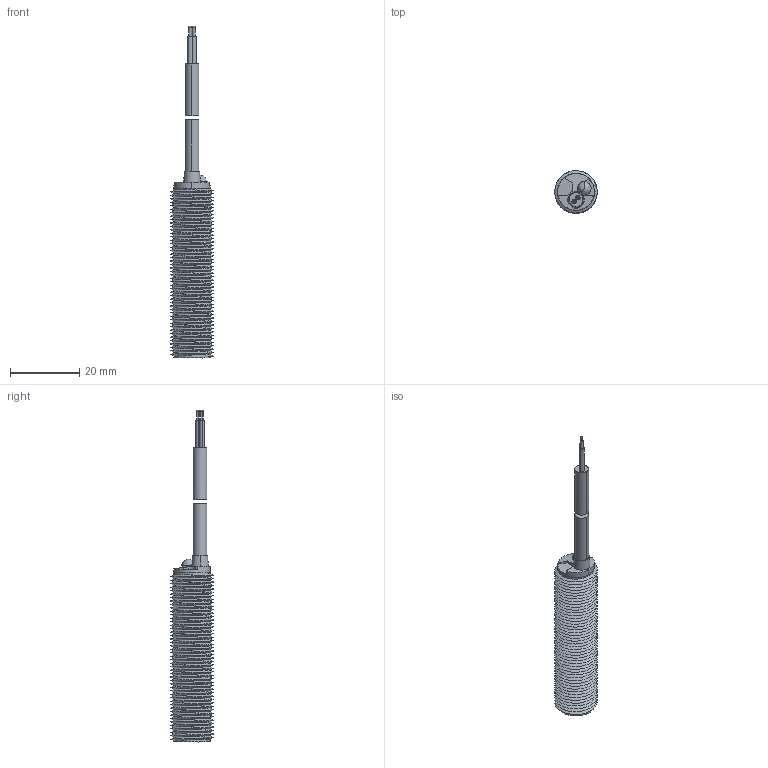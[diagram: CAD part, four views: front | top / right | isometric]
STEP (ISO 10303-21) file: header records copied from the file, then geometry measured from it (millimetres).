
FILE_DESCRIPTION( ('This file contains a STEP AP42 implementation' ,'as created by ZW3D STEP Interface translator.') ,'2;1' );
FILE_NAME( 'FCM1-1202X-X2UX.stp' ,'20 624.114013', (''), ('ZWCAD Software Co.'), 'Version 1.0', 'ZW3D to STEP translator', '' );
FILE_SCHEMA(('AUTOMOTIVE_DESIGN'));
Length unit declared in the file: millimetre
Products named in the file (2): 0; FCM1-1202X-X2UX
Bounding box: 12.26 x 12.26 x 96.12 mm (x, y, z)
Volume: 5963 mm3; surface area: 4402.7 mm2
Topology: 3 solids, 3 shells, 109 faces, 288 edges, 186 vertices
Faces by surface type: bspline 109
Entity records: 6275 total; most frequent: CARTESIAN_POINT 4609, ORIENTED_EDGE 568, EDGE_CURVE 284, VERTEX_POINT 186, EDGE_LOOP 116, B_SPLINE_CURVE_WITH_KNOTS 113, FACE_OUTER_BOUND 109, ADVANCED_FACE 109
